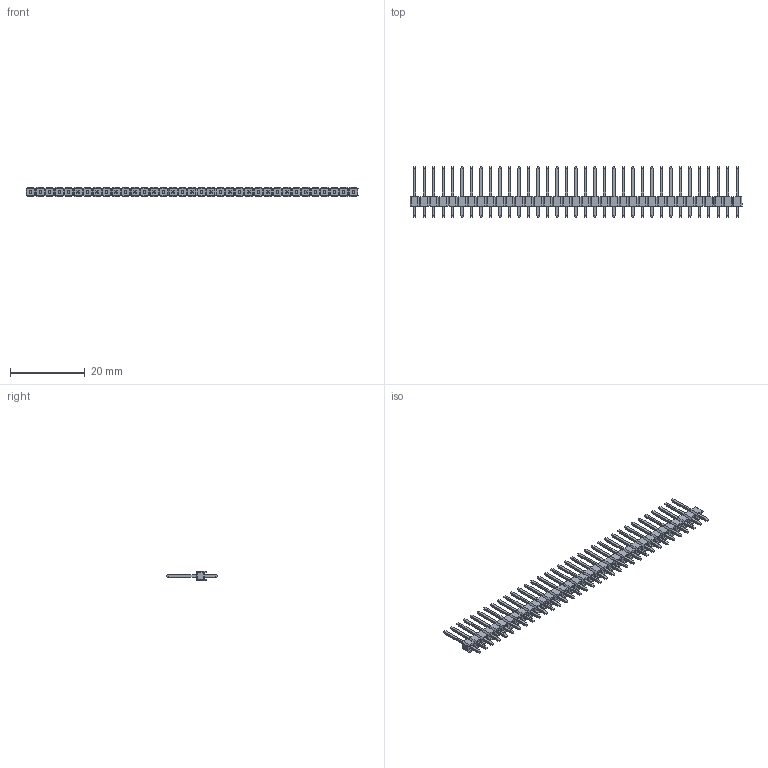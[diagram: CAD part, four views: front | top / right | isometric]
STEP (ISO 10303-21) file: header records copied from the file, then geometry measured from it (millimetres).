
FILE_DESCRIPTION (( 'STEP AP214' ), '1' );
FILE_NAME ('1x35 Male Pin Header.STEP', '2021-11-12T15:26:21', ( 'M.B.I.' ), ( '' ), 'SwSTEP 2.0', '', '' );
FILE_SCHEMA (( 'AUTOMOTIVE_DESIGN' ));
Length unit declared in the file: millimetre
Products named in the file (1): 1x35 Male Pin Header
Bounding box: 88.91 x 13.54 x 2.5 mm (x, y, z)
Volume: 610.4 mm3; surface area: 2418.6 mm2
Topology: 36 solids, 36 shells, 1338 faces, 3444 edges, 2178 vertices
Faces by surface type: plane 1338
Entity records: 39805 total; most frequent: CARTESIAN_POINT 6961, ORIENTED_EDGE 6888, DIRECTION 6122, VECTOR 3444, EDGE_CURVE 3444, LINE 3444, VERTEX_POINT 2178, EDGE_LOOP 1408
